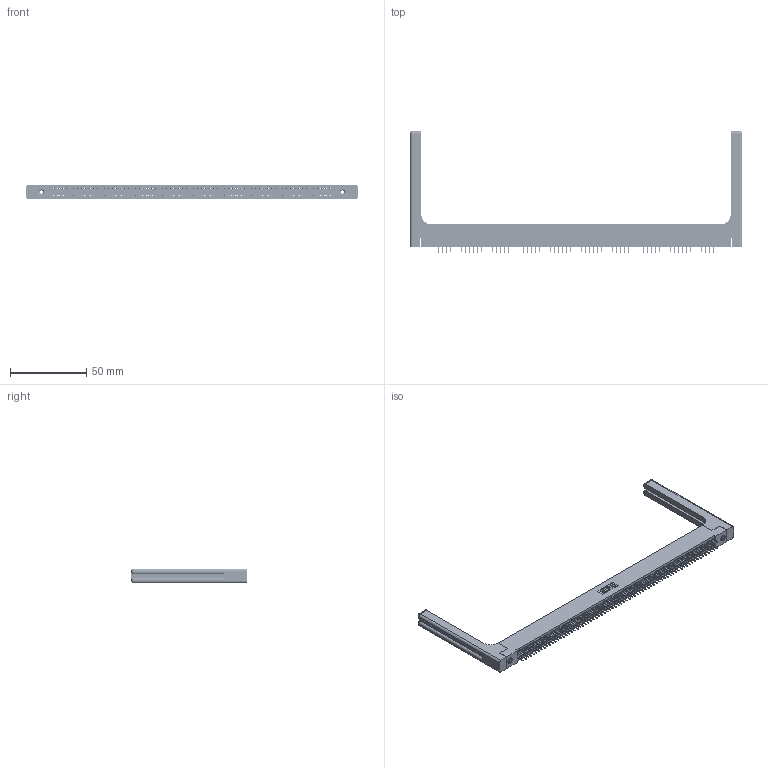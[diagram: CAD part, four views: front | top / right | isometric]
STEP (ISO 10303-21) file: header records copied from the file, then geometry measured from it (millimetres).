
FILE_DESCRIPTION (( 'STEP AP203' ), '1' );
FILE_NAME ('345-144-525-258.STEP', '2020-09-22T18:55:52', ( '' ), ( '' ), 'SwSTEP 2.0', 'SolidWorks 2020', '' );
FILE_SCHEMA (( 'CONFIG_CONTROL_DESIGN' ));
Length unit declared in the file: inch
Products named in the file (5): 345-220-058_345-220-058; 345-144-525-258; 345-292-001_345-293-125; 345 Part_Flush Mounting Lugs - 0.156 Dia-TH; 345-250-001_345-250-001-102
Assembly tree (149 placements, depth 2):
  345-144-525-258
    345 Part_Flush Mounting Lugs - 0.156 Dia-TH
    345-292-001_345-293-125  x144
    345-250-001_345-250-001-102  x2
    345-220-058_345-220-058  x2
Bounding box: 217.91 x 79.68 x 9.4 mm (x, y, z)
Volume: 29684.2 mm3; surface area: 36276.3 mm2
Topology: 149 solids, 149 shells, 8158 faces, 23039 edges, 14762 vertices
Faces by surface type: plane 5844, cylinder 2254, bspline 36, cone 12, sphere 8, torus 4
Entity records: 57710 total; most frequent: CARTESIAN_POINT 10637, ORIENTED_EDGE 9368, DIRECTION 8276, EDGE_CURVE 4684, LINE 4176, VECTOR 4176, VERTEX_POINT 3110, AXIS2_PLACEMENT_3D 2050
